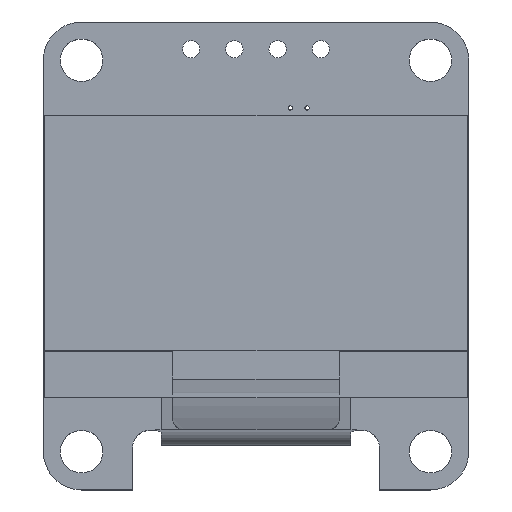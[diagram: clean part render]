
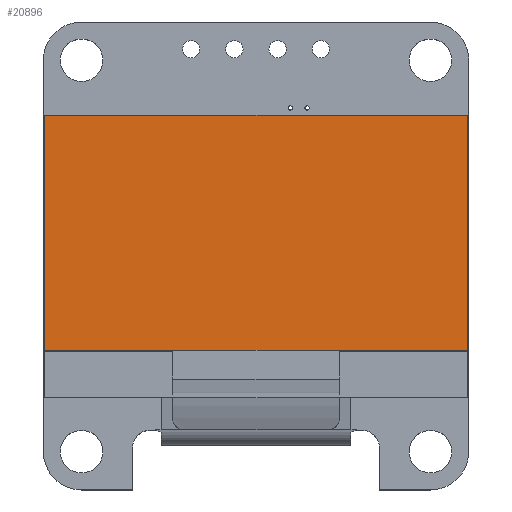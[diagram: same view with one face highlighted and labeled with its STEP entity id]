
A CAD part, top view. The second image highlights one B-rep face of the part: STEP entity #20896.
In plain terms, the highlighted planar face has unit normal (0, 0, 1).
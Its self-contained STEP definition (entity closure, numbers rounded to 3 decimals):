
#1391=PLANE('',#22406);
#2349=FACE_OUTER_BOUND('',#3543,.T.);
#3543=EDGE_LOOP('',(#15580,#15581,#15582,#15583));
#4905=LINE('',#30016,#7378);
#4910=LINE('',#30026,#7383);
#4912=LINE('',#30029,#7385);
#4913=LINE('',#30030,#7386);
#7378=VECTOR('',#24570,10.);
#7383=VECTOR('',#24577,10.);
#7385=VECTOR('',#24581,10.);
#7386=VECTOR('',#24582,10.);
#10111=VERTEX_POINT('',#30014);
#10112=VERTEX_POINT('',#30015);
#10115=VERTEX_POINT('',#30023);
#10116=VERTEX_POINT('',#30025);
#12159=EDGE_CURVE('',#10111,#10112,#4905,.F.);
#12164=EDGE_CURVE('',#10115,#10116,#4910,.F.);
#12166=EDGE_CURVE('',#10116,#10111,#4912,.F.);
#12167=EDGE_CURVE('',#10112,#10115,#4913,.F.);
#15580=ORIENTED_EDGE('',*,*,#12159,.F.);
#15581=ORIENTED_EDGE('',*,*,#12166,.F.);
#15582=ORIENTED_EDGE('',*,*,#12164,.F.);
#15583=ORIENTED_EDGE('',*,*,#12167,.F.);
#20896=ADVANCED_FACE('',(#2349),#1391,.F.);
#22406=AXIS2_PLACEMENT_3D('',#30028,#24579,#24580);
#24570=DIRECTION('',(1.,0.,0.));
#24577=DIRECTION('',(-1.,0.,0.));
#24579=DIRECTION('center_axis',(0.,0.,-1.));
#24580=DIRECTION('ref_axis',(-1.,0.,0.));
#24581=DIRECTION('',(0.,1.,0.));
#24582=DIRECTION('',(0.,-1.,0.));
#30014=CARTESIAN_POINT('',(12.4,-5.207,1.51));
#30015=CARTESIAN_POINT('',(-12.4,-5.207,1.51));
#30016=CARTESIAN_POINT('',(6.661,-5.207,1.51));
#30023=CARTESIAN_POINT('',(-12.4,8.601,1.51));
#30025=CARTESIAN_POINT('',(12.4,8.601,1.51));
#30026=CARTESIAN_POINT('',(-6.661,8.601,1.51));
#30028=CARTESIAN_POINT('Origin',(0.,0.,1.51));
#30029=CARTESIAN_POINT('',(12.4,4.801,1.51));
#30030=CARTESIAN_POINT('',(-12.4,-4.801,1.51));
